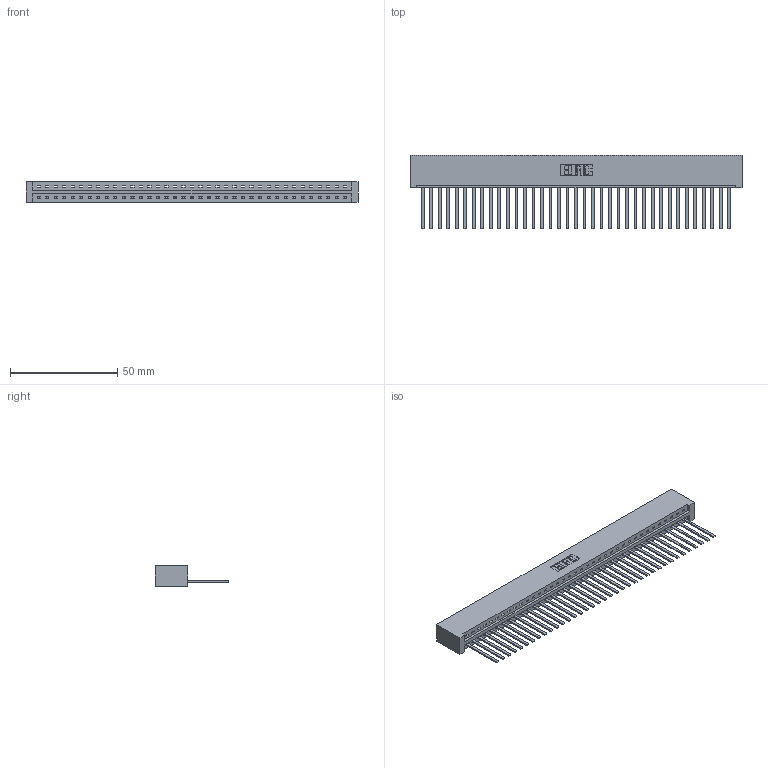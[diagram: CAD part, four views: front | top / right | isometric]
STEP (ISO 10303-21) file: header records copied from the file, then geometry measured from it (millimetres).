
FILE_DESCRIPTION (( 'STEP AP203' ), '1' );
FILE_NAME ('337-037-544-101.STEP', '2019-10-01T15:57:02', ( '' ), ( '' ), 'SwSTEP 2.0', 'SolidWorks 2016', '' );
FILE_SCHEMA (( 'CONFIG_CONTROL_DESIGN' ));
Length unit declared in the file: inch
Products named in the file (3): 337-037-544-101; 337 Part_No Mounting Lugs; 345-292-001_345-293-144
Assembly tree (38 placements, depth 2):
  337-037-544-101
    337 Part_No Mounting Lugs
    345-292-001_345-293-144  x37
Bounding box: 154.48 x 34.3 x 9.4 mm (x, y, z)
Volume: 17160.5 mm3; surface area: 19096.2 mm2
Topology: 38 solids, 38 shells, 2178 faces, 6577 edges, 4334 vertices
Faces by surface type: plane 1620, cylinder 558
Entity records: 27689 total; most frequent: CARTESIAN_POINT 4829, ORIENTED_EDGE 4802, DIRECTION 4063, EDGE_CURVE 2401, LINE 2285, VECTOR 2285, VERTEX_POINT 1598, AXIS2_PLACEMENT_3D 889
